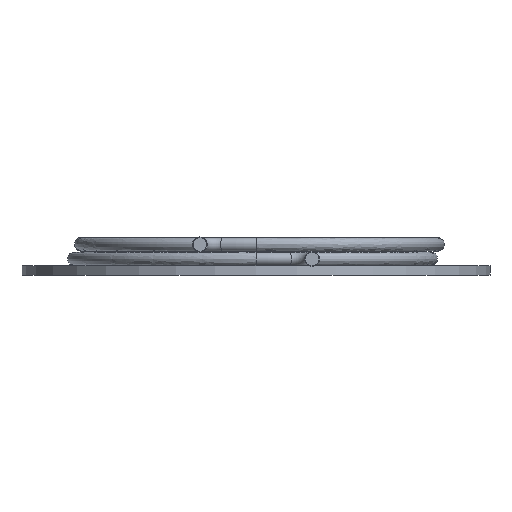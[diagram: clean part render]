
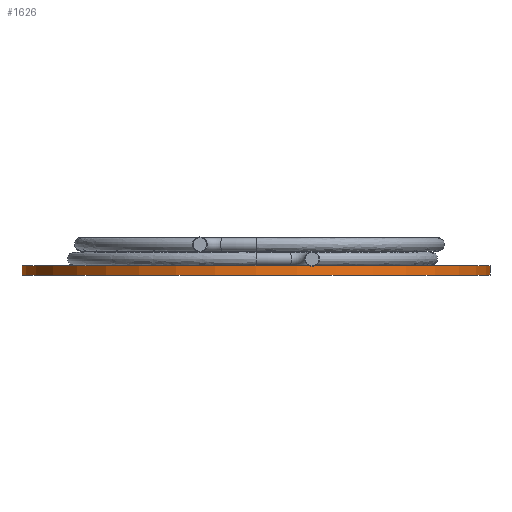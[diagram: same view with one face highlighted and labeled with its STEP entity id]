
A CAD part, front view. The second image highlights one B-rep face of the part: STEP entity #1626.
In plain terms, the highlighted cylindrical face has radius 25 mm (diameter 50 mm), a full revolution.
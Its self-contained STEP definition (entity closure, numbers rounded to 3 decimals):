
#167=CYLINDRICAL_SURFACE('',#1736,25.);
#251=CIRCLE('',#1735,25.);
#252=CIRCLE('',#1737,25.);
#503=ORIENTED_EDGE('',*,*,#833,.F.);
#504=ORIENTED_EDGE('',*,*,#818,.T.);
#818=EDGE_CURVE('',#1002,#1002,#251,.T.);
#833=EDGE_CURVE('',#1014,#1014,#252,.T.);
#1002=VERTEX_POINT('',#5200);
#1014=VERTEX_POINT('',#5290);
#1253=EDGE_LOOP('',(#503));
#1254=EDGE_LOOP('',(#504));
#1383=FACE_BOUND('',#1253,.T.);
#1384=FACE_BOUND('',#1254,.T.);
#1626=ADVANCED_FACE('',(#1383,#1384),#167,.T.);
#1735=AXIS2_PLACEMENT_3D('',#5199,#1923,#1924);
#1736=AXIS2_PLACEMENT_3D('',#5288,#1925,#1926);
#1737=AXIS2_PLACEMENT_3D('',#5289,#1927,#1928);
#1923=DIRECTION('',(0.,0.,-1.));
#1924=DIRECTION('',(1.,0.,0.));
#1925=DIRECTION('',(0.,0.,1.));
#1926=DIRECTION('',(-1.,0.,0.));
#1927=DIRECTION('',(0.,0.,-1.));
#1928=DIRECTION('',(1.,0.,0.));
#5199=CARTESIAN_POINT('',(0.,0.,1.));
#5200=CARTESIAN_POINT('',(25.,0.,1.));
#5288=CARTESIAN_POINT('',(0.,0.,1.));
#5289=CARTESIAN_POINT('',(0.,0.,0.));
#5290=CARTESIAN_POINT('',(25.,0.,0.));
